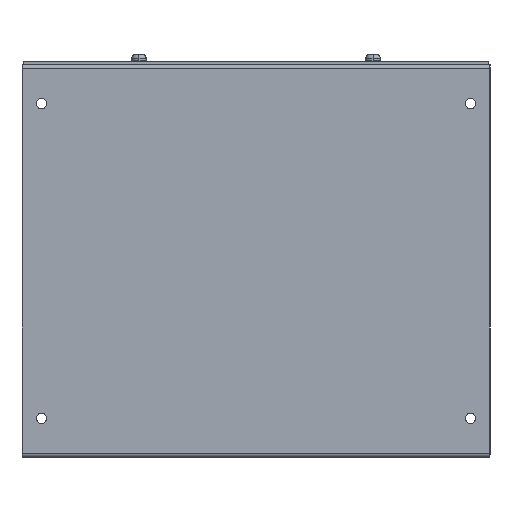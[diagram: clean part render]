
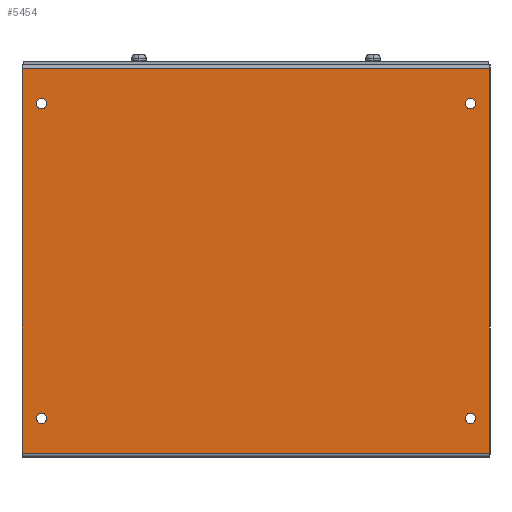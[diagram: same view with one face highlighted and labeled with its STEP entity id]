
A CAD part, left-side view. The second image highlights one B-rep face of the part: STEP entity #5454.
In plain terms, the highlighted planar face has unit normal (-1, 0, 0).
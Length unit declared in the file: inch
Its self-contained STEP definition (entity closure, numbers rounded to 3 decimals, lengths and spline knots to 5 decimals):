
#9 = ORIENTED_EDGE ( 'NONE', *, *, #4556, .T. ) ;
#81 = DIRECTION ( 'NONE',  ( 1., 0., 0. ) ) ;
#123 = VERTEX_POINT ( 'NONE', #5871 ) ;
#150 = CARTESIAN_POINT ( 'NONE',  ( -5.072, -5.5, 8.939 ) ) ;
#260 = DIRECTION ( 'NONE',  ( 0., 0., 1. ) ) ;
#271 = DIRECTION ( 'NONE',  ( 0., 1., 0. ) ) ;
#320 = CIRCLE ( 'NONE', #4381, 0.133 ) ;
#431 = DIRECTION ( 'NONE',  ( -1., 0., 0. ) ) ;
#437 = CARTESIAN_POINT ( 'NONE',  ( -5.072, 5.5, 9.072 ) ) ;
#552 = FACE_BOUND ( 'NONE', #5270, .T. ) ;
#668 = CARTESIAN_POINT ( 'NONE',  ( -5.072, -5.5, 1. ) ) ;
#828 = CARTESIAN_POINT ( 'NONE',  ( -5.072, -6., 0.108 ) ) ;
#863 = VERTEX_POINT ( 'NONE', #5112 ) ;
#865 = DIRECTION ( 'NONE',  ( 0., 1., 0. ) ) ;
#884 = DIRECTION ( 'NONE',  ( 0., 0., 1. ) ) ;
#921 = CIRCLE ( 'NONE', #3091, 0.133 ) ;
#963 = EDGE_LOOP ( 'NONE', ( #9, #4043, #5465, #3316 ) ) ;
#973 = VERTEX_POINT ( 'NONE', #150 ) ;
#1108 = VERTEX_POINT ( 'NONE', #3934 ) ;
#1111 = VECTOR ( 'NONE', #865, 39.37008 ) ;
#1211 = EDGE_LOOP ( 'NONE', ( #4921, #3752 ) ) ;
#1244 = CIRCLE ( 'NONE', #2082, 0.133 ) ;
#1419 = DIRECTION ( 'NONE',  ( 0., 0., 1. ) ) ;
#1437 = FACE_BOUND ( 'NONE', #5130, .T. ) ;
#1453 = ORIENTED_EDGE ( 'NONE', *, *, #4109, .T. ) ;
#1492 = DIRECTION ( 'NONE',  ( 1., 0., 0. ) ) ;
#1517 = VERTEX_POINT ( 'NONE', #2814 ) ;
#1646 = VECTOR ( 'NONE', #4379, 39.37008 ) ;
#1650 = CARTESIAN_POINT ( 'NONE',  ( -5.072, 5.5, 1. ) ) ;
#1809 = LINE ( 'NONE', #3791, #1111 ) ;
#1873 = CARTESIAN_POINT ( 'NONE',  ( -5.072, -6., 0.108 ) ) ;
#1930 = EDGE_CURVE ( 'NONE', #863, #5528, #3828, .T. ) ;
#1989 = DIRECTION ( 'NONE',  ( 0., 0., 1. ) ) ;
#2052 = DIRECTION ( 'NONE',  ( 0., 0., 1. ) ) ;
#2082 = AXIS2_PLACEMENT_3D ( 'NONE', #2433, #1492, #1989 ) ;
#2168 = AXIS2_PLACEMENT_3D ( 'NONE', #6225, #4173, #6156 ) ;
#2339 = ORIENTED_EDGE ( 'NONE', *, *, #3961, .T. ) ;
#2365 = VERTEX_POINT ( 'NONE', #6070 ) ;
#2433 = CARTESIAN_POINT ( 'NONE',  ( -5.072, -5.5, 9.072 ) ) ;
#2488 = EDGE_CURVE ( 'NONE', #4589, #123, #5299, .T. ) ;
#2642 = VERTEX_POINT ( 'NONE', #4098 ) ;
#2675 = CIRCLE ( 'NONE', #5597, 0.133 ) ;
#2710 = DIRECTION ( 'NONE',  ( 0., 0., 1. ) ) ;
#2749 = CARTESIAN_POINT ( 'NONE',  ( -5.072, -6., 0.072 ) ) ;
#2814 = CARTESIAN_POINT ( 'NONE',  ( -5.072, 5.5, 8.939 ) ) ;
#2993 = FACE_BOUND ( 'NONE', #3653, .T. ) ;
#3012 = AXIS2_PLACEMENT_3D ( 'NONE', #5422, #431, #4927 ) ;
#3077 = CARTESIAN_POINT ( 'NONE',  ( -5.072, -5.5, 0.867 ) ) ;
#3091 = AXIS2_PLACEMENT_3D ( 'NONE', #668, #3204, #5661 ) ;
#3204 = DIRECTION ( 'NONE',  ( 1., 0., 0. ) ) ;
#3270 = EDGE_CURVE ( 'NONE', #5528, #863, #6215, .T. ) ;
#3295 = ORIENTED_EDGE ( 'NONE', *, *, #6228, .T. ) ;
#3316 = ORIENTED_EDGE ( 'NONE', *, *, #3398, .T. ) ;
#3356 = CARTESIAN_POINT ( 'NONE',  ( -5.072, 6., 0.072 ) ) ;
#3398 = EDGE_CURVE ( 'NONE', #2642, #6395, #1809, .T. ) ;
#3421 = EDGE_CURVE ( 'NONE', #4589, #2642, #4319, .T. ) ;
#3429 = LINE ( 'NONE', #3356, #1646 ) ;
#3605 = AXIS2_PLACEMENT_3D ( 'NONE', #1650, #3632, #2052 ) ;
#3632 = DIRECTION ( 'NONE',  ( 1., 0., 0. ) ) ;
#3653 = EDGE_LOOP ( 'NONE', ( #4448, #2339 ) ) ;
#3752 = ORIENTED_EDGE ( 'NONE', *, *, #1930, .T. ) ;
#3791 = CARTESIAN_POINT ( 'NONE',  ( -5.072, 6., 9.964 ) ) ;
#3808 = VERTEX_POINT ( 'NONE', #5188 ) ;
#3828 = CIRCLE ( 'NONE', #3605, 0.133 ) ;
#3855 = CARTESIAN_POINT ( 'NONE',  ( -5.072, -5.5, 1. ) ) ;
#3896 = EDGE_CURVE ( 'NONE', #6073, #3808, #5298, .T. ) ;
#3934 = CARTESIAN_POINT ( 'NONE',  ( -5.072, 5.5, 9.205 ) ) ;
#3961 = EDGE_CURVE ( 'NONE', #1517, #1108, #2675, .T. ) ;
#3971 = CARTESIAN_POINT ( 'NONE',  ( -5.072, 6., 9.964 ) ) ;
#3977 = FACE_BOUND ( 'NONE', #1211, .T. ) ;
#4004 = PLANE ( 'NONE',  #3012 ) ;
#4043 = ORIENTED_EDGE ( 'NONE', *, *, #2488, .F. ) ;
#4098 = CARTESIAN_POINT ( 'NONE',  ( -5.072, -6., 9.964 ) ) ;
#4109 = EDGE_CURVE ( 'NONE', #3808, #6073, #921, .T. ) ;
#4173 = DIRECTION ( 'NONE',  ( 1., 0., 0. ) ) ;
#4319 = LINE ( 'NONE', #2749, #4772 ) ;
#4336 = DIRECTION ( 'NONE',  ( 1., 0., 0. ) ) ;
#4379 = DIRECTION ( 'NONE',  ( 0., 0., -1. ) ) ;
#4381 = AXIS2_PLACEMENT_3D ( 'NONE', #5216, #4336, #260 ) ;
#4448 = ORIENTED_EDGE ( 'NONE', *, *, #4732, .T. ) ;
#4537 = VECTOR ( 'NONE', #271, 39.37008 ) ;
#4542 = CARTESIAN_POINT ( 'NONE',  ( -5.072, 5.5, 1. ) ) ;
#4556 = EDGE_CURVE ( 'NONE', #6395, #123, #3429, .T. ) ;
#4565 = CIRCLE ( 'NONE', #2168, 0.133 ) ;
#4589 = VERTEX_POINT ( 'NONE', #1873 ) ;
#4647 = AXIS2_PLACEMENT_3D ( 'NONE', #4542, #81, #1419 ) ;
#4659 = AXIS2_PLACEMENT_3D ( 'NONE', #3855, #5848, #2710 ) ;
#4723 = CARTESIAN_POINT ( 'NONE',  ( -5.072, 5.5, 1.133 ) ) ;
#4732 = EDGE_CURVE ( 'NONE', #1108, #1517, #4565, .T. ) ;
#4772 = VECTOR ( 'NONE', #5759, 39.37008 ) ;
#4921 = ORIENTED_EDGE ( 'NONE', *, *, #3270, .T. ) ;
#4927 = DIRECTION ( 'NONE',  ( 0., -1., 0. ) ) ;
#5112 = CARTESIAN_POINT ( 'NONE',  ( -5.072, 5.5, 0.867 ) ) ;
#5130 = EDGE_LOOP ( 'NONE', ( #3295, #5938 ) ) ;
#5188 = CARTESIAN_POINT ( 'NONE',  ( -5.072, -5.5, 1.133 ) ) ;
#5216 = CARTESIAN_POINT ( 'NONE',  ( -5.072, -5.5, 9.072 ) ) ;
#5270 = EDGE_LOOP ( 'NONE', ( #1453, #5310 ) ) ;
#5298 = CIRCLE ( 'NONE', #4659, 0.133 ) ;
#5299 = LINE ( 'NONE', #828, #4537 ) ;
#5310 = ORIENTED_EDGE ( 'NONE', *, *, #3896, .T. ) ;
#5422 = CARTESIAN_POINT ( 'NONE',  ( -5.072, 6., 0.0625 ) ) ;
#5454 = ADVANCED_FACE ( 'NONE', ( #5897, #552, #1437, #3977, #2993 ), #4004, .T. ) ;
#5465 = ORIENTED_EDGE ( 'NONE', *, *, #3421, .T. ) ;
#5484 = DIRECTION ( 'NONE',  ( 1., 0., 0. ) ) ;
#5528 = VERTEX_POINT ( 'NONE', #4723 ) ;
#5597 = AXIS2_PLACEMENT_3D ( 'NONE', #437, #5484, #884 ) ;
#5661 = DIRECTION ( 'NONE',  ( 0., 0., 1. ) ) ;
#5759 = DIRECTION ( 'NONE',  ( 0., 0., 1. ) ) ;
#5848 = DIRECTION ( 'NONE',  ( 1., 0., 0. ) ) ;
#5871 = CARTESIAN_POINT ( 'NONE',  ( -5.072, 6., 0.108 ) ) ;
#5897 = FACE_OUTER_BOUND ( 'NONE', #963, .T. ) ;
#5938 = ORIENTED_EDGE ( 'NONE', *, *, #6392, .T. ) ;
#6070 = CARTESIAN_POINT ( 'NONE',  ( -5.072, -5.5, 9.205 ) ) ;
#6073 = VERTEX_POINT ( 'NONE', #3077 ) ;
#6156 = DIRECTION ( 'NONE',  ( 0., 0., 1. ) ) ;
#6215 = CIRCLE ( 'NONE', #4647, 0.133 ) ;
#6225 = CARTESIAN_POINT ( 'NONE',  ( -5.072, 5.5, 9.072 ) ) ;
#6228 = EDGE_CURVE ( 'NONE', #2365, #973, #320, .T. ) ;
#6392 = EDGE_CURVE ( 'NONE', #973, #2365, #1244, .T. ) ;
#6395 = VERTEX_POINT ( 'NONE', #3971 ) ;
